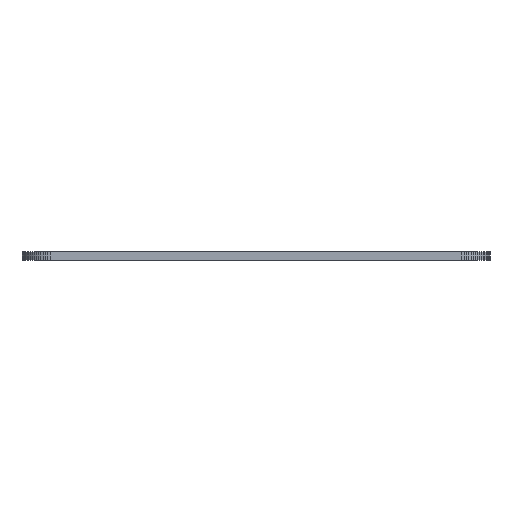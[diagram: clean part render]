
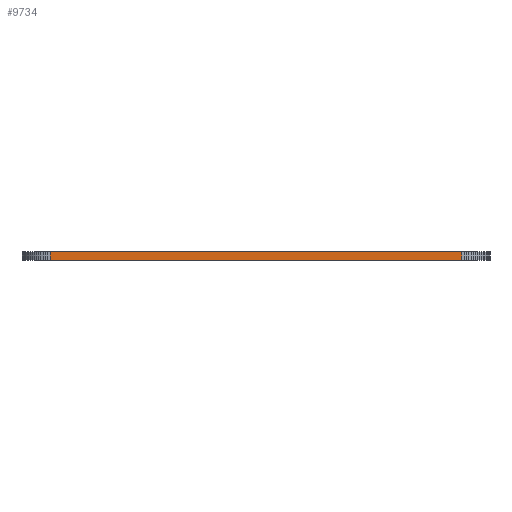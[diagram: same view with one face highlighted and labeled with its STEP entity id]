
A CAD part, left-side view. The second image highlights one B-rep face of the part: STEP entity #9734.
In plain terms, the highlighted planar face has unit normal (-1, 0, 0).
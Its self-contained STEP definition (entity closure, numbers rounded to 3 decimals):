
#90 = PLANE('',#91);
#91 = AXIS2_PLACEMENT_3D('',#92,#93,#94);
#92 = CARTESIAN_POINT('',(116.84,-80.01,1.58));
#93 = DIRECTION('',(-0.,-0.,-1.));
#94 = DIRECTION('',(-1.,0.,0.));
#144 = PLANE('',#145);
#145 = AXIS2_PLACEMENT_3D('',#146,#147,#148);
#146 = CARTESIAN_POINT('',(116.84,-80.01,0.));
#147 = DIRECTION('',(-0.,-0.,-1.));
#148 = DIRECTION('',(-1.,0.,0.));
#1765 = VERTEX_POINT('',#1766);
#1766 = CARTESIAN_POINT('',(58.42,-116.84,0.));
#1780 = PLANE('',#1781);
#1781 = AXIS2_PLACEMENT_3D('',#1782,#1783,#1784);
#1782 = CARTESIAN_POINT('',(58.439,-117.283,0.));
#1783 = DIRECTION('',(-0.999,-0.044,0.));
#1784 = DIRECTION('',(-0.044,0.999,0.));
#1792 = EDGE_CURVE('',#1765,#1793,#1795,.T.);
#1793 = VERTEX_POINT('',#1794);
#1794 = CARTESIAN_POINT('',(58.42,-43.18,0.));
#1795 = SURFACE_CURVE('',#1796,(#1800,#1807),.PCURVE_S1.);
#1796 = LINE('',#1797,#1798);
#1797 = CARTESIAN_POINT('',(58.42,-116.84,0.));
#1798 = VECTOR('',#1799,1.);
#1799 = DIRECTION('',(0.,1.,0.));
#1800 = PCURVE('',#144,#1801);
#1801 = DEFINITIONAL_REPRESENTATION('',(#1802),#1806);
#1802 = LINE('',#1803,#1804);
#1803 = CARTESIAN_POINT('',(58.42,-36.83));
#1804 = VECTOR('',#1805,1.);
#1805 = DIRECTION('',(0.,1.));
#1806 = ( GEOMETRIC_REPRESENTATION_CONTEXT(2) 
PARAMETRIC_REPRESENTATION_CONTEXT() REPRESENTATION_CONTEXT('2D SPACE',''
  ) );
#1807 = PCURVE('',#1808,#1813);
#1808 = PLANE('',#1809);
#1809 = AXIS2_PLACEMENT_3D('',#1810,#1811,#1812);
#1810 = CARTESIAN_POINT('',(58.42,-116.84,0.));
#1811 = DIRECTION('',(-1.,0.,0.));
#1812 = DIRECTION('',(0.,1.,0.));
#1813 = DEFINITIONAL_REPRESENTATION('',(#1814),#1818);
#1814 = LINE('',#1815,#1816);
#1815 = CARTESIAN_POINT('',(0.,0.));
#1816 = VECTOR('',#1817,1.);
#1817 = DIRECTION('',(1.,0.));
#1818 = ( GEOMETRIC_REPRESENTATION_CONTEXT(2) 
PARAMETRIC_REPRESENTATION_CONTEXT() REPRESENTATION_CONTEXT('2D SPACE',''
  ) );
#1836 = PLANE('',#1837);
#1837 = AXIS2_PLACEMENT_3D('',#1838,#1839,#1840);
#1838 = CARTESIAN_POINT('',(58.42,-43.18,0.));
#1839 = DIRECTION('',(-0.999,0.044,0.));
#1840 = DIRECTION('',(0.044,0.999,0.));
#6068 = VERTEX_POINT('',#6069);
#6069 = CARTESIAN_POINT('',(58.42,-116.84,1.58));
#6090 = EDGE_CURVE('',#6068,#6091,#6093,.T.);
#6091 = VERTEX_POINT('',#6092);
#6092 = CARTESIAN_POINT('',(58.42,-43.18,1.58));
#6093 = SURFACE_CURVE('',#6094,(#6098,#6105),.PCURVE_S1.);
#6094 = LINE('',#6095,#6096);
#6095 = CARTESIAN_POINT('',(58.42,-116.84,1.58));
#6096 = VECTOR('',#6097,1.);
#6097 = DIRECTION('',(0.,1.,0.));
#6098 = PCURVE('',#90,#6099);
#6099 = DEFINITIONAL_REPRESENTATION('',(#6100),#6104);
#6100 = LINE('',#6101,#6102);
#6101 = CARTESIAN_POINT('',(58.42,-36.83));
#6102 = VECTOR('',#6103,1.);
#6103 = DIRECTION('',(0.,1.));
#6104 = ( GEOMETRIC_REPRESENTATION_CONTEXT(2) 
PARAMETRIC_REPRESENTATION_CONTEXT() REPRESENTATION_CONTEXT('2D SPACE',''
  ) );
#6105 = PCURVE('',#1808,#6106);
#6106 = DEFINITIONAL_REPRESENTATION('',(#6107),#6111);
#6107 = LINE('',#6108,#6109);
#6108 = CARTESIAN_POINT('',(0.,-1.58));
#6109 = VECTOR('',#6110,1.);
#6110 = DIRECTION('',(1.,0.));
#6111 = ( GEOMETRIC_REPRESENTATION_CONTEXT(2) 
PARAMETRIC_REPRESENTATION_CONTEXT() REPRESENTATION_CONTEXT('2D SPACE',''
  ) );
#9684 = EDGE_CURVE('',#1793,#6091,#9685,.T.);
#9685 = SURFACE_CURVE('',#9686,(#9690,#9697),.PCURVE_S1.);
#9686 = LINE('',#9687,#9688);
#9687 = CARTESIAN_POINT('',(58.42,-43.18,0.));
#9688 = VECTOR('',#9689,1.);
#9689 = DIRECTION('',(0.,0.,1.));
#9690 = PCURVE('',#1836,#9691);
#9691 = DEFINITIONAL_REPRESENTATION('',(#9692),#9696);
#9692 = LINE('',#9693,#9694);
#9693 = CARTESIAN_POINT('',(0.,0.));
#9694 = VECTOR('',#9695,1.);
#9695 = DIRECTION('',(0.,-1.));
#9696 = ( GEOMETRIC_REPRESENTATION_CONTEXT(2) 
PARAMETRIC_REPRESENTATION_CONTEXT() REPRESENTATION_CONTEXT('2D SPACE',''
  ) );
#9697 = PCURVE('',#1808,#9698);
#9698 = DEFINITIONAL_REPRESENTATION('',(#9699),#9703);
#9699 = LINE('',#9700,#9701);
#9700 = CARTESIAN_POINT('',(73.66,0.));
#9701 = VECTOR('',#9702,1.);
#9702 = DIRECTION('',(0.,-1.));
#9703 = ( GEOMETRIC_REPRESENTATION_CONTEXT(2) 
PARAMETRIC_REPRESENTATION_CONTEXT() REPRESENTATION_CONTEXT('2D SPACE',''
  ) );
#9734 = ADVANCED_FACE('',(#9735),#1808,.T.);
#9735 = FACE_BOUND('',#9736,.T.);
#9736 = EDGE_LOOP('',(#9737,#9758,#9759,#9760));
#9737 = ORIENTED_EDGE('',*,*,#9738,.T.);
#9738 = EDGE_CURVE('',#1765,#6068,#9739,.T.);
#9739 = SURFACE_CURVE('',#9740,(#9744,#9751),.PCURVE_S1.);
#9740 = LINE('',#9741,#9742);
#9741 = CARTESIAN_POINT('',(58.42,-116.84,0.));
#9742 = VECTOR('',#9743,1.);
#9743 = DIRECTION('',(0.,0.,1.));
#9744 = PCURVE('',#1808,#9745);
#9745 = DEFINITIONAL_REPRESENTATION('',(#9746),#9750);
#9746 = LINE('',#9747,#9748);
#9747 = CARTESIAN_POINT('',(0.,0.));
#9748 = VECTOR('',#9749,1.);
#9749 = DIRECTION('',(0.,-1.));
#9750 = ( GEOMETRIC_REPRESENTATION_CONTEXT(2) 
PARAMETRIC_REPRESENTATION_CONTEXT() REPRESENTATION_CONTEXT('2D SPACE',''
  ) );
#9751 = PCURVE('',#1780,#9752);
#9752 = DEFINITIONAL_REPRESENTATION('',(#9753),#9757);
#9753 = LINE('',#9754,#9755);
#9754 = CARTESIAN_POINT('',(0.443,0.));
#9755 = VECTOR('',#9756,1.);
#9756 = DIRECTION('',(0.,-1.));
#9757 = ( GEOMETRIC_REPRESENTATION_CONTEXT(2) 
PARAMETRIC_REPRESENTATION_CONTEXT() REPRESENTATION_CONTEXT('2D SPACE',''
  ) );
#9758 = ORIENTED_EDGE('',*,*,#6090,.T.);
#9759 = ORIENTED_EDGE('',*,*,#9684,.F.);
#9760 = ORIENTED_EDGE('',*,*,#1792,.F.);
